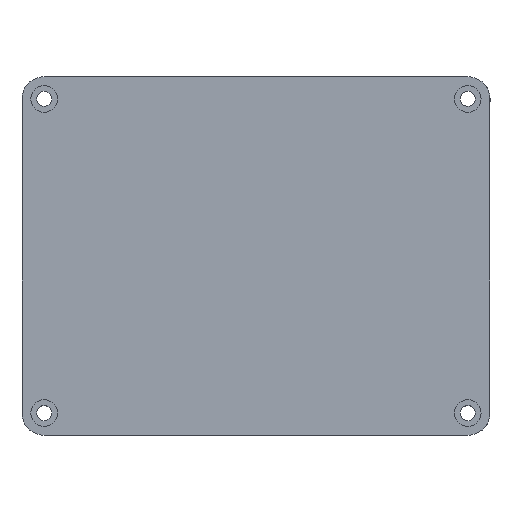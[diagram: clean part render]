
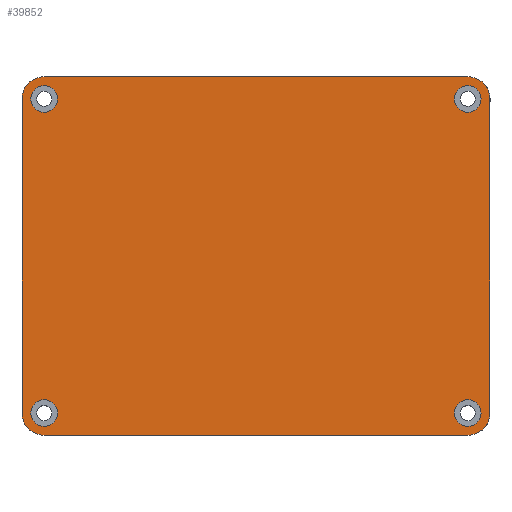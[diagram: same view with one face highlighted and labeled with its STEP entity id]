
A CAD part, front view. The second image highlights one B-rep face of the part: STEP entity #39852.
In plain terms, the highlighted planar face has unit normal (0, -1, 0).
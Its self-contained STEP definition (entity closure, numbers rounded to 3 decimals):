
#2444=FACE_BOUND('',#5262,.T.);
#2445=FACE_BOUND('',#5263,.T.);
#2446=FACE_BOUND('',#5264,.T.);
#2447=FACE_BOUND('',#5265,.T.);
#2973=FACE_OUTER_BOUND('',#5261,.T.);
#5261=EDGE_LOOP('',(#26739,#26740,#26741,#26742,#26743,#26744,#26745,#26746));
#5262=EDGE_LOOP('',(#26747));
#5263=EDGE_LOOP('',(#26748));
#5264=EDGE_LOOP('',(#26749));
#5265=EDGE_LOOP('',(#26750));
#7658=CIRCLE('',#42335,5.);
#7666=CIRCLE('',#42346,5.);
#7667=CIRCLE('',#42348,5.);
#7668=CIRCLE('',#42351,5.);
#7670=CIRCLE('',#42356,3.);
#7672=CIRCLE('',#42359,3.);
#7674=CIRCLE('',#42362,3.);
#7676=CIRCLE('',#42365,3.);
#8402=LINE('',#54335,#12608);
#8440=LINE('',#54426,#12646);
#8445=LINE('',#54440,#12651);
#8453=LINE('',#54475,#12659);
#12608=VECTOR('',#44944,10.);
#12646=VECTOR('',#45024,10.);
#12651=VECTOR('',#45039,10.);
#12659=VECTOR('',#45085,10.);
#16814=VERTEX_POINT('',#54332);
#16815=VERTEX_POINT('',#54334);
#16835=VERTEX_POINT('',#54396);
#16847=VERTEX_POINT('',#54425);
#16848=VERTEX_POINT('',#54429);
#16849=VERTEX_POINT('',#54433);
#16850=VERTEX_POINT('',#54435);
#16851=VERTEX_POINT('',#54439);
#16853=VERTEX_POINT('',#54450);
#16855=VERTEX_POINT('',#54456);
#16857=VERTEX_POINT('',#54462);
#16859=VERTEX_POINT('',#54468);
#20668=EDGE_CURVE('',#16815,#16814,#8402,.T.);
#20700=EDGE_CURVE('',#16815,#16835,#7658,.T.);
#20715=EDGE_CURVE('',#16847,#16835,#8440,.T.);
#20717=EDGE_CURVE('',#16847,#16848,#7666,.T.);
#20720=EDGE_CURVE('',#16849,#16850,#7667,.T.);
#20722=EDGE_CURVE('',#16851,#16850,#8445,.T.);
#20724=EDGE_CURVE('',#16851,#16814,#7668,.T.);
#20728=EDGE_CURVE('',#16853,#16853,#7670,.T.);
#20731=EDGE_CURVE('',#16855,#16855,#7672,.T.);
#20734=EDGE_CURVE('',#16857,#16857,#7674,.T.);
#20737=EDGE_CURVE('',#16859,#16859,#7676,.T.);
#20739=EDGE_CURVE('',#16849,#16848,#8453,.T.);
#26739=ORIENTED_EDGE('',*,*,#20700,.F.);
#26740=ORIENTED_EDGE('',*,*,#20668,.T.);
#26741=ORIENTED_EDGE('',*,*,#20724,.F.);
#26742=ORIENTED_EDGE('',*,*,#20722,.T.);
#26743=ORIENTED_EDGE('',*,*,#20720,.F.);
#26744=ORIENTED_EDGE('',*,*,#20739,.T.);
#26745=ORIENTED_EDGE('',*,*,#20717,.F.);
#26746=ORIENTED_EDGE('',*,*,#20715,.T.);
#26747=ORIENTED_EDGE('',*,*,#20728,.F.);
#26748=ORIENTED_EDGE('',*,*,#20734,.F.);
#26749=ORIENTED_EDGE('',*,*,#20737,.F.);
#26750=ORIENTED_EDGE('',*,*,#20731,.F.);
#38442=PLANE('',#42369);
#39852=ADVANCED_FACE('',(#2973,#2444,#2445,#2446,#2447),#38442,.F.);
#42335=AXIS2_PLACEMENT_3D('',#54397,#44997,#44998);
#42346=AXIS2_PLACEMENT_3D('',#54430,#45028,#45029);
#42348=AXIS2_PLACEMENT_3D('',#54436,#45034,#45035);
#42351=AXIS2_PLACEMENT_3D('',#54443,#45043,#45044);
#42356=AXIS2_PLACEMENT_3D('',#54452,#45055,#45056);
#42359=AXIS2_PLACEMENT_3D('',#54458,#45062,#45063);
#42362=AXIS2_PLACEMENT_3D('',#54464,#45069,#45070);
#42365=AXIS2_PLACEMENT_3D('',#54470,#45076,#45077);
#42369=AXIS2_PLACEMENT_3D('',#54476,#45086,#45087);
#44944=DIRECTION('',(1.,0.,0.));
#44997=DIRECTION('center_axis',(0.,1.,0.));
#44998=DIRECTION('ref_axis',(-0.707,0.,-0.707));
#45024=DIRECTION('',(0.,0.,-1.));
#45028=DIRECTION('center_axis',(0.,1.,0.));
#45029=DIRECTION('ref_axis',(-0.707,0.,0.707));
#45034=DIRECTION('center_axis',(0.,1.,0.));
#45035=DIRECTION('ref_axis',(0.707,0.,0.707));
#45039=DIRECTION('',(0.,0.,1.));
#45043=DIRECTION('center_axis',(0.,1.,0.));
#45044=DIRECTION('ref_axis',(0.707,0.,-0.707));
#45055=DIRECTION('center_axis',(0.,-1.,0.));
#45056=DIRECTION('ref_axis',(1.,0.,0.));
#45062=DIRECTION('center_axis',(0.,-1.,0.));
#45063=DIRECTION('ref_axis',(1.,0.,0.));
#45069=DIRECTION('center_axis',(0.,-1.,0.));
#45070=DIRECTION('ref_axis',(1.,0.,0.));
#45076=DIRECTION('center_axis',(0.,-1.,0.));
#45077=DIRECTION('ref_axis',(1.,0.,0.));
#45085=DIRECTION('',(-1.,0.,0.));
#45086=DIRECTION('center_axis',(0.,1.,0.));
#45087=DIRECTION('ref_axis',(1.,0.,0.));
#54332=CARTESIAN_POINT('',(90.678,0.,-9.5));
#54334=CARTESIAN_POINT('',(-4.622,0.,-9.5));
#54335=CARTESIAN_POINT('',(-9.622,0.,-9.5));
#54396=CARTESIAN_POINT('',(-9.622,0.,-4.5));
#54397=CARTESIAN_POINT('Origin',(-4.622,0.,-4.5));
#54425=CARTESIAN_POINT('',(-9.622,0.,66.2));
#54426=CARTESIAN_POINT('',(-9.622,0.,71.2));
#54429=CARTESIAN_POINT('',(-4.622,0.,71.2));
#54430=CARTESIAN_POINT('Origin',(-4.622,0.,66.2));
#54433=CARTESIAN_POINT('',(90.678,0.,71.2));
#54435=CARTESIAN_POINT('',(95.678,0.,66.2));
#54436=CARTESIAN_POINT('Origin',(90.678,0.,66.2));
#54439=CARTESIAN_POINT('',(95.678,0.,-4.5));
#54440=CARTESIAN_POINT('',(95.678,0.,-9.5));
#54443=CARTESIAN_POINT('Origin',(90.678,0.,-4.5));
#54450=CARTESIAN_POINT('',(-7.622,0.,66.2));
#54452=CARTESIAN_POINT('Origin',(-4.622,0.,66.2));
#54456=CARTESIAN_POINT('',(-7.622,0.,-4.5));
#54458=CARTESIAN_POINT('Origin',(-4.622,0.,-4.5));
#54462=CARTESIAN_POINT('',(87.678,0.,-4.5));
#54464=CARTESIAN_POINT('Origin',(90.678,0.,-4.5));
#54468=CARTESIAN_POINT('',(87.678,0.,66.2));
#54470=CARTESIAN_POINT('Origin',(90.678,0.,66.2));
#54475=CARTESIAN_POINT('',(95.678,0.,71.2));
#54476=CARTESIAN_POINT('Origin',(43.028,0.,30.85));
